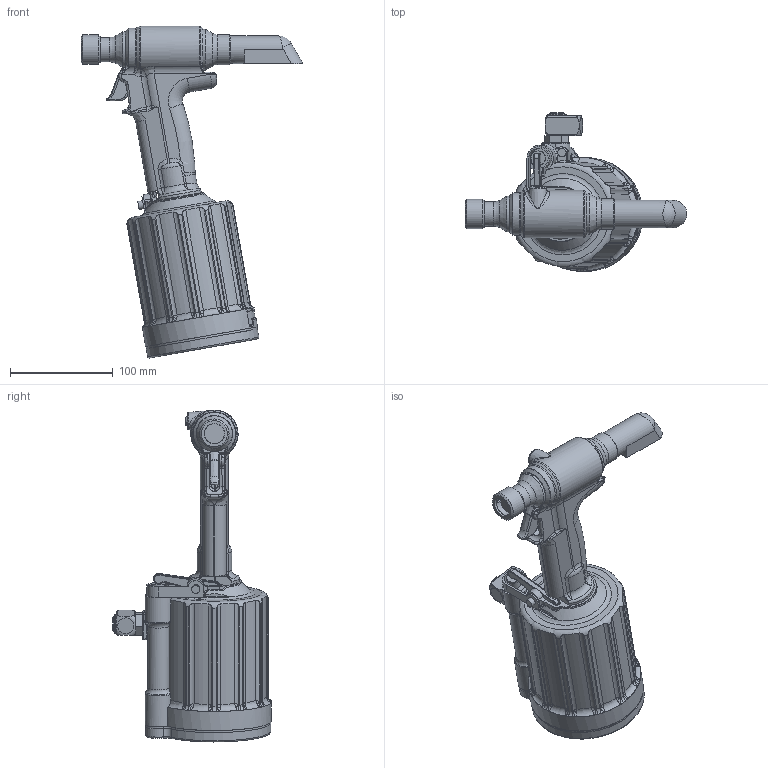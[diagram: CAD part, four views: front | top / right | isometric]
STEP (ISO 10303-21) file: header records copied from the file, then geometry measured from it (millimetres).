
FILE_DESCRIPTION(/* description */ (''),/* implementation_level */ '2;1');
FILE_NAME(/* name */ '2025_CLR.stp',/* time_stamp */ '2014-03-03T11:17:05-05:00',/* author */ (''),/* organization */ (''),/* preprocessor_version */ 'ST-DEVELOPER v15',/* originating_system */ 'SIEMENS PLM Software NX 9.0',/* authorisation */ '');
FILE_SCHEMA (('CONFIG_CONTROL_DESIGN'));
Length unit declared in the file: inch
Products named in the file (1): 2025_CLR_stp
Bounding box: 215.52 x 154.13 x 322.63 mm (x, y, z)
Volume: 743846.8 mm3; surface area: 191943.9 mm2
Topology: 2 solids, 2 shells, 901 faces, 2214 edges, 1308 vertices
Faces by surface type: cylinder 291, bspline 225, plane 174, torus 154, cone 28, sphere 27, extrusion 2
Full cylindrical faces by diameter (mm): 1.27 x3, 3.658 x1, 4.826 x3, 7.938 x1, 9.08 x1, 9.906 x1, 13.411 x1, 14.199 x2, 14.275 x1, 19.069 x1, 19.494 x1, 19.875 x1, 22.162 x1, 22.669 x1, 23.635 x1, 25.782 x1, 26.924 x1, 27.089 x1, 28.575 x1, 29.362 x1, 34.798 x1, 39.675 x1, 50.8 x1, 52.387 x1, 61.9 x1, 95.275 x1, 98.45 x2
Entity records: 31365 total; most frequent: CARTESIAN_POINT 12324, ORIENTED_EDGE 4140, DIRECTION 3708, EDGE_CURVE 2070, AXIS2_PLACEMENT_3D 1588, VERTEX_POINT 1272, EDGE_LOOP 1018, ADVANCED_FACE 901
